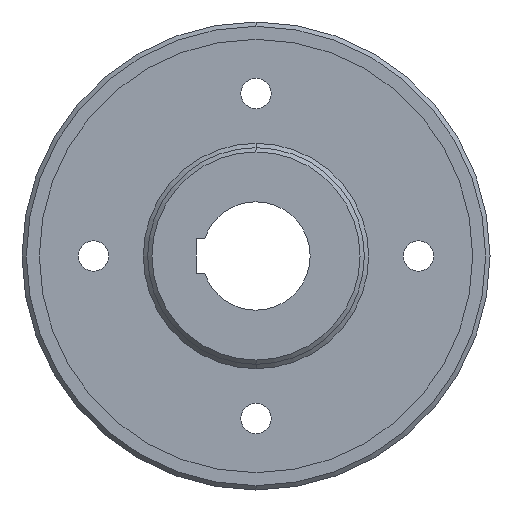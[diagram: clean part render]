
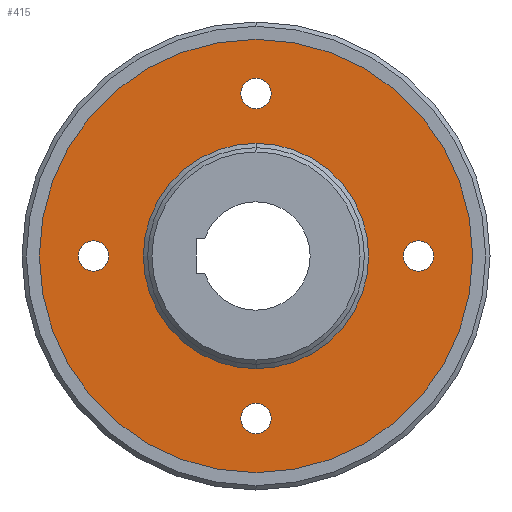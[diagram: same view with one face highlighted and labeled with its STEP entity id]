
A CAD part, left-side view. The second image highlights one B-rep face of the part: STEP entity #415.
In plain terms, the highlighted planar face has unit normal (-1, 0, 0).
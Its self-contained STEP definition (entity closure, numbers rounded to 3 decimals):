
#1 = CARTESIAN_POINT ( 'NONE',  ( 15., 0., -68. ) ) ;
#11 = VERTEX_POINT ( 'NONE', #413 ) ;
#14 = DIRECTION ( 'NONE',  ( 1., 0., 0. ) ) ;
#19 = FACE_OUTER_BOUND ( 'NONE', #524, .T. ) ;
#44 = CARTESIAN_POINT ( 'NONE',  ( 15., -75., 0. ) ) ;
#65 = DIRECTION ( 'NONE',  ( 0., 0., -1. ) ) ;
#85 = VERTEX_POINT ( 'NONE', #922 ) ;
#109 = CIRCLE ( 'NONE', #703, 100. ) ;
#110 = VERTEX_POINT ( 'NONE', #780 ) ;
#116 = AXIS2_PLACEMENT_3D ( 'NONE', #237, #883, #479 ) ;
#138 = DIRECTION ( 'NONE',  ( 1., 0., 0. ) ) ;
#140 = EDGE_CURVE ( 'NONE', #491, #727, #931, .T. ) ;
#143 = CARTESIAN_POINT ( 'NONE',  ( 15., 0., 0. ) ) ;
#153 = CARTESIAN_POINT ( 'NONE',  ( 15., 75., 0. ) ) ;
#158 = CARTESIAN_POINT ( 'NONE',  ( 15., 0., -82. ) ) ;
#171 = EDGE_LOOP ( 'NONE', ( #1000, #234 ) ) ;
#180 = CIRCLE ( 'NONE', #894, 52. ) ;
#197 = AXIS2_PLACEMENT_3D ( 'NONE', #320, #258, #571 ) ;
#198 = AXIS2_PLACEMENT_3D ( 'NONE', #371, #1025, #1042 ) ;
#217 = DIRECTION ( 'NONE',  ( 1., 0., 0. ) ) ;
#234 = ORIENTED_EDGE ( 'NONE', *, *, #1002, .T. ) ;
#237 = CARTESIAN_POINT ( 'NONE',  ( 15., -75., 0. ) ) ;
#238 = EDGE_CURVE ( 'NONE', #110, #85, #499, .T. ) ;
#247 = AXIS2_PLACEMENT_3D ( 'NONE', #278, #713, #964 ) ;
#255 = FACE_BOUND ( 'NONE', #685, .T. ) ;
#258 = DIRECTION ( 'NONE',  ( 1., 0., 0. ) ) ;
#269 = DIRECTION ( 'NONE',  ( 1., 0., 0. ) ) ;
#278 = CARTESIAN_POINT ( 'NONE',  ( 15., 75., 0. ) ) ;
#293 = CIRCLE ( 'NONE', #563, 7. ) ;
#320 = CARTESIAN_POINT ( 'NONE',  ( 15., 0., 0. ) ) ;
#326 = CIRCLE ( 'NONE', #116, 7. ) ;
#328 = FACE_BOUND ( 'NONE', #171, .T. ) ;
#334 = DIRECTION ( 'NONE',  ( 1., 0., 0. ) ) ;
#338 = CARTESIAN_POINT ( 'NONE',  ( 15., 0., -52. ) ) ;
#343 = EDGE_CURVE ( 'NONE', #405, #904, #660, .T. ) ;
#345 = FACE_BOUND ( 'NONE', #538, .T. ) ;
#371 = CARTESIAN_POINT ( 'NONE',  ( 15., 0., -75. ) ) ;
#378 = DIRECTION ( 'NONE',  ( 0., 0., -1. ) ) ;
#380 = CIRCLE ( 'NONE', #981, 52. ) ;
#403 = DIRECTION ( 'NONE',  ( 1., 0., 0. ) ) ;
#405 = VERTEX_POINT ( 'NONE', #873 ) ;
#409 = VERTEX_POINT ( 'NONE', #338 ) ;
#412 = FACE_BOUND ( 'NONE', #1006, .T. ) ;
#413 = CARTESIAN_POINT ( 'NONE',  ( 15., 0., 52. ) ) ;
#415 = ADVANCED_FACE ( 'NONE', ( #328, #255, #345, #412, #659, #19 ), #902, .F. ) ;
#420 = DIRECTION ( 'NONE',  ( 0., 0., -1. ) ) ;
#425 = CARTESIAN_POINT ( 'NONE',  ( 15., 0., 0. ) ) ;
#432 = CIRCLE ( 'NONE', #197, 100. ) ;
#446 = ORIENTED_EDGE ( 'NONE', *, *, #486, .T. ) ;
#449 = CIRCLE ( 'NONE', #198, 7. ) ;
#463 = DIRECTION ( 'NONE',  ( 1., 0., 0. ) ) ;
#477 = AXIS2_PLACEMENT_3D ( 'NONE', #666, #269, #820 ) ;
#479 = DIRECTION ( 'NONE',  ( 0., 0., -1. ) ) ;
#486 = EDGE_CURVE ( 'NONE', #85, #110, #293, .T. ) ;
#491 = VERTEX_POINT ( 'NONE', #1 ) ;
#498 = ORIENTED_EDGE ( 'NONE', *, *, #997, .T. ) ;
#499 = CIRCLE ( 'NONE', #653, 7. ) ;
#503 = EDGE_CURVE ( 'NONE', #941, #592, #109, .T. ) ;
#524 = EDGE_LOOP ( 'NONE', ( #846, #1067 ) ) ;
#538 = EDGE_LOOP ( 'NONE', ( #498, #684 ) ) ;
#539 = DIRECTION ( 'NONE',  ( 0., 0., -1. ) ) ;
#542 = CARTESIAN_POINT ( 'NONE',  ( 15., 0., 75. ) ) ;
#549 = DIRECTION ( 'NONE',  ( 1., 0., 0. ) ) ;
#550 = CIRCLE ( 'NONE', #1038, 7. ) ;
#563 = AXIS2_PLACEMENT_3D ( 'NONE', #599, #334, #825 ) ;
#567 = VERTEX_POINT ( 'NONE', #850 ) ;
#571 = DIRECTION ( 'NONE',  ( 0., 0., -1. ) ) ;
#581 = ORIENTED_EDGE ( 'NONE', *, *, #621, .T. ) ;
#592 = VERTEX_POINT ( 'NONE', #1013 ) ;
#599 = CARTESIAN_POINT ( 'NONE',  ( 15., 0., 75. ) ) ;
#621 = EDGE_CURVE ( 'NONE', #904, #405, #708, .T. ) ;
#638 = ORIENTED_EDGE ( 'NONE', *, *, #140, .T. ) ;
#653 = AXIS2_PLACEMENT_3D ( 'NONE', #542, #217, #539 ) ;
#656 = ORIENTED_EDGE ( 'NONE', *, *, #343, .T. ) ;
#659 = FACE_BOUND ( 'NONE', #882, .T. ) ;
#660 = CIRCLE ( 'NONE', #847, 7. ) ;
#666 = CARTESIAN_POINT ( 'NONE',  ( 15., 0., 0. ) ) ;
#684 = ORIENTED_EDGE ( 'NONE', *, *, #779, .T. ) ;
#685 = EDGE_LOOP ( 'NONE', ( #731, #446 ) ) ;
#688 = DIRECTION ( 'NONE',  ( 0., 0., -1. ) ) ;
#703 = AXIS2_PLACEMENT_3D ( 'NONE', #425, #14, #420 ) ;
#708 = CIRCLE ( 'NONE', #247, 7. ) ;
#709 = EDGE_CURVE ( 'NONE', #592, #941, #432, .T. ) ;
#712 = DIRECTION ( 'NONE',  ( 0., 0., -1. ) ) ;
#713 = DIRECTION ( 'NONE',  ( 1., 0., 0. ) ) ;
#718 = CARTESIAN_POINT ( 'NONE',  ( 15., 0., 0. ) ) ;
#727 = VERTEX_POINT ( 'NONE', #158 ) ;
#731 = ORIENTED_EDGE ( 'NONE', *, *, #238, .T. ) ;
#756 = CARTESIAN_POINT ( 'NONE',  ( 15., -75., 7. ) ) ;
#767 = CARTESIAN_POINT ( 'NONE',  ( 15., 75., -7. ) ) ;
#772 = DIRECTION ( 'NONE',  ( 1., 0., 0. ) ) ;
#779 = EDGE_CURVE ( 'NONE', #812, #567, #326, .T. ) ;
#780 = CARTESIAN_POINT ( 'NONE',  ( 15., 0., 68. ) ) ;
#788 = CARTESIAN_POINT ( 'NONE',  ( 15., 0., -100. ) ) ;
#812 = VERTEX_POINT ( 'NONE', #756 ) ;
#820 = DIRECTION ( 'NONE',  ( 0., 0., -1. ) ) ;
#825 = DIRECTION ( 'NONE',  ( 0., 0., -1. ) ) ;
#846 = ORIENTED_EDGE ( 'NONE', *, *, #709, .F. ) ;
#847 = AXIS2_PLACEMENT_3D ( 'NONE', #153, #403, #65 ) ;
#850 = CARTESIAN_POINT ( 'NONE',  ( 15., -75., -7. ) ) ;
#869 = ORIENTED_EDGE ( 'NONE', *, *, #1026, .T. ) ;
#873 = CARTESIAN_POINT ( 'NONE',  ( 15., 75., 7. ) ) ;
#882 = EDGE_LOOP ( 'NONE', ( #581, #656 ) ) ;
#883 = DIRECTION ( 'NONE',  ( 1., 0., 0. ) ) ;
#894 = AXIS2_PLACEMENT_3D ( 'NONE', #718, #138, #1047 ) ;
#902 = PLANE ( 'NONE',  #477 ) ;
#904 = VERTEX_POINT ( 'NONE', #767 ) ;
#922 = CARTESIAN_POINT ( 'NONE',  ( 15., 0., 82. ) ) ;
#931 = CIRCLE ( 'NONE', #1023, 7. ) ;
#941 = VERTEX_POINT ( 'NONE', #788 ) ;
#946 = EDGE_CURVE ( 'NONE', #409, #11, #380, .T. ) ;
#950 = CARTESIAN_POINT ( 'NONE',  ( 15., 0., -75. ) ) ;
#964 = DIRECTION ( 'NONE',  ( 0., 0., -1. ) ) ;
#981 = AXIS2_PLACEMENT_3D ( 'NONE', #143, #463, #378 ) ;
#997 = EDGE_CURVE ( 'NONE', #567, #812, #550, .T. ) ;
#1000 = ORIENTED_EDGE ( 'NONE', *, *, #946, .T. ) ;
#1002 = EDGE_CURVE ( 'NONE', #11, #409, #180, .T. ) ;
#1006 = EDGE_LOOP ( 'NONE', ( #869, #638 ) ) ;
#1013 = CARTESIAN_POINT ( 'NONE',  ( 15., 0., 100. ) ) ;
#1023 = AXIS2_PLACEMENT_3D ( 'NONE', #950, #772, #688 ) ;
#1025 = DIRECTION ( 'NONE',  ( 1., 0., 0. ) ) ;
#1026 = EDGE_CURVE ( 'NONE', #727, #491, #449, .T. ) ;
#1038 = AXIS2_PLACEMENT_3D ( 'NONE', #44, #549, #712 ) ;
#1042 = DIRECTION ( 'NONE',  ( 0., 0., -1. ) ) ;
#1047 = DIRECTION ( 'NONE',  ( 0., 0., -1. ) ) ;
#1067 = ORIENTED_EDGE ( 'NONE', *, *, #503, .F. ) ;
